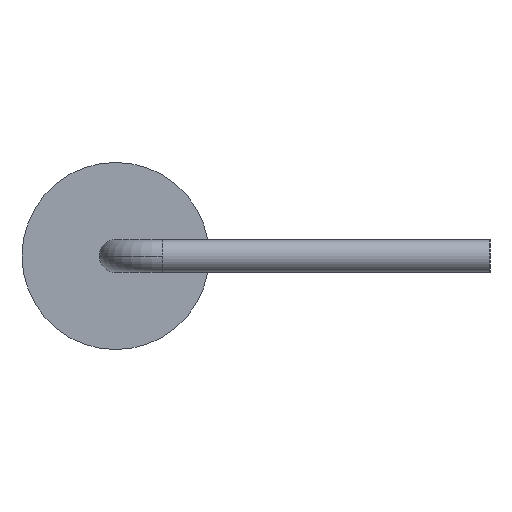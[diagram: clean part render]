
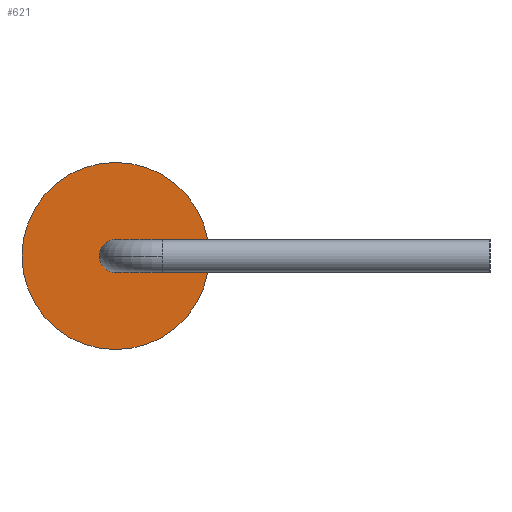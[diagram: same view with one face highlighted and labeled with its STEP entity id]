
A CAD part, left-side view. The second image highlights one B-rep face of the part: STEP entity #621.
In plain terms, the highlighted planar face has unit normal (-1, 0, 0).
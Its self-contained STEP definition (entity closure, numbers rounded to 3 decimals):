
#13 = CARTESIAN_POINT ( 'NONE',  ( -5., 0., -0.35 ) ) ;
#28 = ORIENTED_EDGE ( 'NONE', *, *, #519, .F. ) ;
#29 = CARTESIAN_POINT ( 'NONE',  ( -5., 0., 0.35 ) ) ;
#32 = DIRECTION ( 'NONE',  ( 1., 0., 0. ) ) ;
#56 = CARTESIAN_POINT ( 'NONE',  ( -5., 0., 0. ) ) ;
#59 = EDGE_LOOP ( 'NONE', ( #701, #793 ) ) ;
#62 = VERTEX_POINT ( 'NONE', #739 ) ;
#106 = AXIS2_PLACEMENT_3D ( 'NONE', #56, #147, #502 ) ;
#123 = AXIS2_PLACEMENT_3D ( 'NONE', #548, #154, #482 ) ;
#147 = DIRECTION ( 'NONE',  ( -1., 0., 0. ) ) ;
#154 = DIRECTION ( 'NONE',  ( -1., 0., 0. ) ) ;
#170 = DIRECTION ( 'NONE',  ( 0., 0., -1. ) ) ;
#184 = PLANE ( 'NONE',  #185 ) ;
#185 = AXIS2_PLACEMENT_3D ( 'NONE', #313, #267, #839 ) ;
#207 = EDGE_CURVE ( 'NONE', #62, #745, #797, .T. ) ;
#262 = AXIS2_PLACEMENT_3D ( 'NONE', #491, #32, #408 ) ;
#267 = DIRECTION ( 'NONE',  ( -1., 0., 0. ) ) ;
#310 = FACE_BOUND ( 'NONE', #413, .T. ) ;
#313 = CARTESIAN_POINT ( 'NONE',  ( -5., 0., 0. ) ) ;
#402 = ORIENTED_EDGE ( 'NONE', *, *, #566, .F. ) ;
#408 = DIRECTION ( 'NONE',  ( 0., 0., -1. ) ) ;
#413 = EDGE_LOOP ( 'NONE', ( #402, #28 ) ) ;
#426 = AXIS2_PLACEMENT_3D ( 'NONE', #878, #504, #170 ) ;
#482 = DIRECTION ( 'NONE',  ( 0., 0., 1. ) ) ;
#491 = CARTESIAN_POINT ( 'NONE',  ( -5., 0., 0. ) ) ;
#502 = DIRECTION ( 'NONE',  ( 0., 0., 1. ) ) ;
#504 = DIRECTION ( 'NONE',  ( 1., 0., 0. ) ) ;
#519 = EDGE_CURVE ( 'NONE', #688, #639, #619, .T. ) ;
#548 = CARTESIAN_POINT ( 'NONE',  ( -5., 0., 0. ) ) ;
#566 = EDGE_CURVE ( 'NONE', #639, #688, #864, .T. ) ;
#579 = CARTESIAN_POINT ( 'NONE',  ( -5., 0., 2. ) ) ;
#597 = EDGE_CURVE ( 'NONE', #745, #62, #685, .T. ) ;
#619 = CIRCLE ( 'NONE', #123, 0.35 ) ;
#621 = ADVANCED_FACE ( 'NONE', ( #310, #635 ), #184, .T. ) ;
#635 = FACE_OUTER_BOUND ( 'NONE', #59, .T. ) ;
#639 = VERTEX_POINT ( 'NONE', #13 ) ;
#685 = CIRCLE ( 'NONE', #426, 2. ) ;
#688 = VERTEX_POINT ( 'NONE', #29 ) ;
#701 = ORIENTED_EDGE ( 'NONE', *, *, #597, .F. ) ;
#739 = CARTESIAN_POINT ( 'NONE',  ( -5., 0., -2. ) ) ;
#745 = VERTEX_POINT ( 'NONE', #579 ) ;
#793 = ORIENTED_EDGE ( 'NONE', *, *, #207, .F. ) ;
#797 = CIRCLE ( 'NONE', #262, 2. ) ;
#839 = DIRECTION ( 'NONE',  ( 0., 0., -1. ) ) ;
#864 = CIRCLE ( 'NONE', #106, 0.35 ) ;
#878 = CARTESIAN_POINT ( 'NONE',  ( -5., 0., 0. ) ) ;
